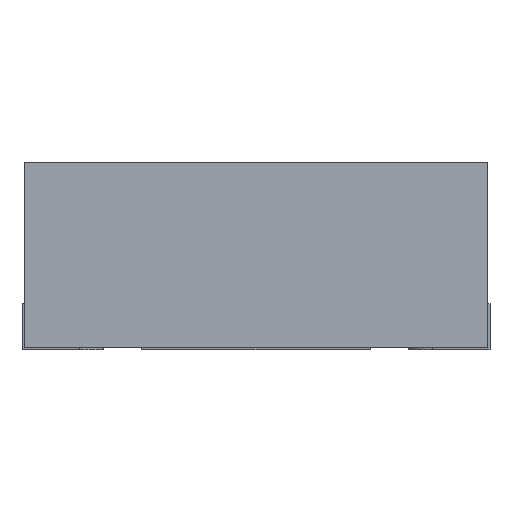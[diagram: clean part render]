
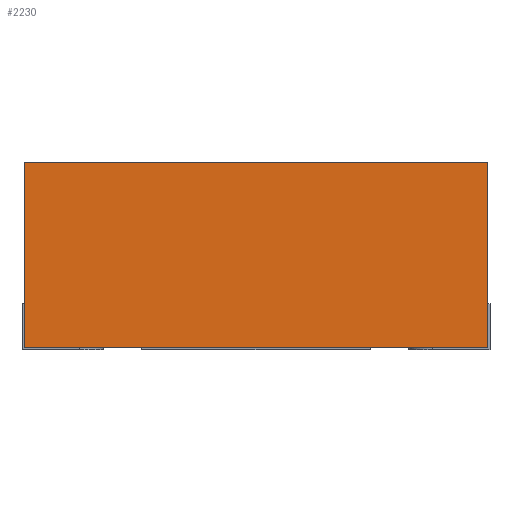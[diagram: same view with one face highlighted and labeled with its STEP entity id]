
A CAD part, front view. The second image highlights one B-rep face of the part: STEP entity #2230.
In plain terms, the highlighted planar face has unit normal (0, -1, 0).
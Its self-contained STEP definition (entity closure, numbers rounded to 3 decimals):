
#846 = VERTEX_POINT('',#847);
#847 = CARTESIAN_POINT('',(1.,-1.,
    0.01));
#853 = EDGE_CURVE('',#854,#846,#856,.T.);
#854 = VERTEX_POINT('',#855);
#855 = CARTESIAN_POINT('',(-1.,-1.,
    0.01));
#856 = LINE('',#857,#858);
#857 = CARTESIAN_POINT('',(-1.,-1.,
    0.01));
#858 = VECTOR('',#859,1.);
#859 = DIRECTION('',(1.,0.,0.));
#1105 = EDGE_CURVE('',#1106,#854,#1108,.T.);
#1106 = VERTEX_POINT('',#1107);
#1107 = CARTESIAN_POINT('',(-1.,-1.,
    0.81));
#1108 = LINE('',#1109,#1110);
#1109 = CARTESIAN_POINT('',(-1.,-1.,
    0.81));
#1110 = VECTOR('',#1111,1.);
#1111 = DIRECTION('',(-0.,-0.,-1.));
#1627 = VERTEX_POINT('',#1628);
#1628 = CARTESIAN_POINT('',(1.,-1.,
    0.81));
#1643 = EDGE_CURVE('',#1106,#1627,#1644,.T.);
#1644 = LINE('',#1645,#1646);
#1645 = CARTESIAN_POINT('',(-1.,-1.,
    0.81));
#1646 = VECTOR('',#1647,1.);
#1647 = DIRECTION('',(1.,0.,0.));
#2201 = EDGE_CURVE('',#1627,#846,#2202,.T.);
#2202 = LINE('',#2203,#2204);
#2203 = CARTESIAN_POINT('',(1.,-1.,
    0.81));
#2204 = VECTOR('',#2205,1.);
#2205 = DIRECTION('',(-0.,-0.,-1.));
#2230 = ADVANCED_FACE('',(#2231),#2237,.F.);
#2231 = FACE_BOUND('',#2232,.T.);
#2232 = EDGE_LOOP('',(#2233,#2234,#2235,#2236));
#2233 = ORIENTED_EDGE('',*,*,#853,.T.);
#2234 = ORIENTED_EDGE('',*,*,#2201,.F.);
#2235 = ORIENTED_EDGE('',*,*,#1643,.F.);
#2236 = ORIENTED_EDGE('',*,*,#1105,.T.);
#2237 = PLANE('',#2238);
#2238 = AXIS2_PLACEMENT_3D('',#2239,#2240,#2241);
#2239 = CARTESIAN_POINT('',(-1.,-1.,
    0.81));
#2240 = DIRECTION('',(0.,1.,0.));
#2241 = DIRECTION('',(0.,-0.,1.));
